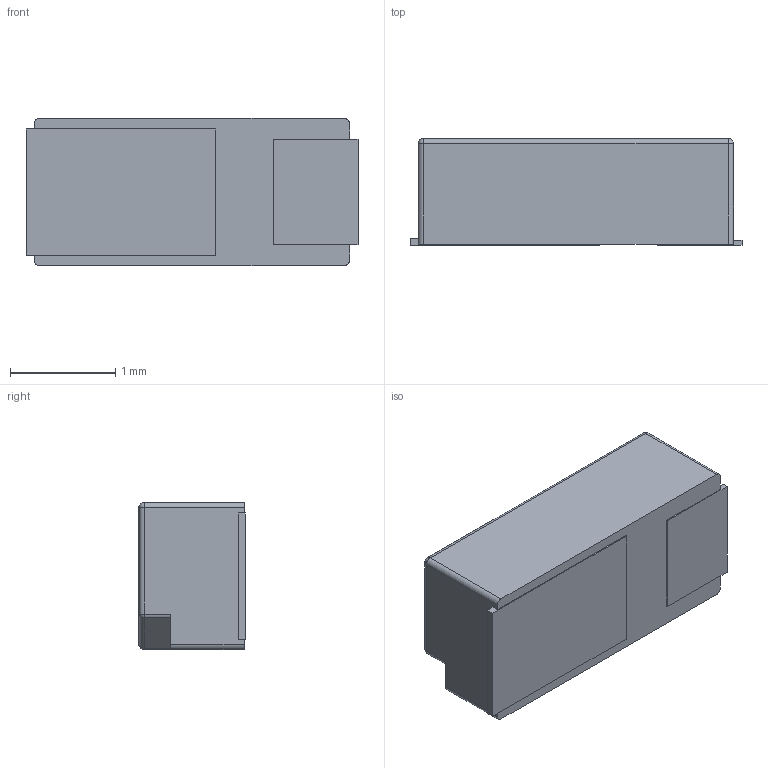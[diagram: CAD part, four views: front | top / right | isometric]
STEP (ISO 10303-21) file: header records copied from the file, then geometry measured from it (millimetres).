
FILE_DESCRIPTION (( 'STEP AP214' ), '1' );
FILE_NAME ('User Library-SMD3014.STEP', '2021-01-24T21:44:06', ( '' ), ( '' ), 'SwSTEP 2.0', 'SolidWorks 2020', '' );
FILE_SCHEMA (( 'AUTOMOTIVE_DESIGN' ));
Length unit declared in the file: millimetre
Products named in the file (1): User Library-SMD3014
Bounding box: 3.16 x 1.01 x 1.4 mm (x, y, z)
Volume: 3.2 mm3; surface area: 25.8 mm2
Topology: 2 solids, 2 shells, 68 faces, 160 edges, 93 vertices
Faces by surface type: plane 32, cylinder 23, torus 6, sphere 5, cone 2
Entity records: 2626 total; most frequent: DIRECTION 337, CARTESIAN_POINT 329, ORIENTED_EDGE 310, EDGE_CURVE 155, AXIS2_PLACEMENT_3D 117, LINE 103, VECTOR 103, VERTEX_POINT 93
